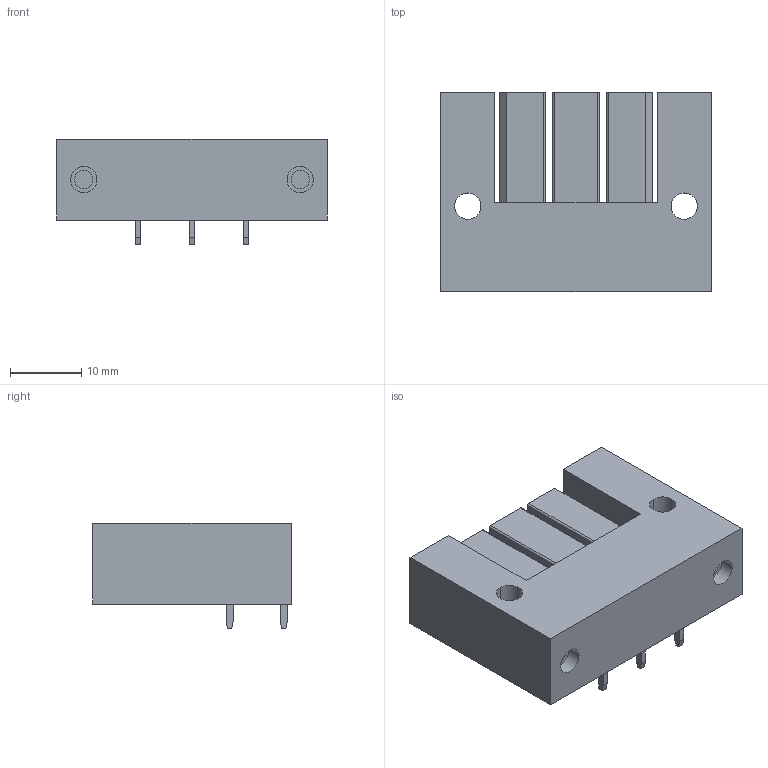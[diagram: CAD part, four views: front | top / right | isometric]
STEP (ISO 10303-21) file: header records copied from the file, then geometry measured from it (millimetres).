
FILE_DESCRIPTION(('CATIA V5 STEP','CAx-IF Rec.Pracs.--- Model Styling and Organization---1.2---2011-12-15'),'2;1');
FILE_NAME ('D1459303_0_1929420000_1929420000.stp','2018-09-06T05:33:29+00:00',('none'),('Weidmueller'),'CATIA Version 5-6 Release 2014','CATIA V5 STEP AP214','none');
FILE_SCHEMA(('AUTOMOTIVE_DESIGN { 1 0 10303 214 1 1 1 1 }'));
Length unit declared in the file: millimetre
Products named in the file (1): 1929420000
Bounding box: 38.1 x 28 x 14.9 mm (x, y, z)
Volume: 8335.6 mm3; surface area: 6304 mm2
Topology: 7 solids, 7 shells, 203 faces, 521 edges, 342 vertices
Faces by surface type: plane 153, cylinder 46, cone 4
Entity records: 5727 total; most frequent: ORIENTED_EDGE 1042, CARTESIAN_POINT 1016, DIRECTION 789, EDGE_CURVE 521, VECTOR 413, LINE 413, VERTEX_POINT 342, AXIS2_PLACEMENT_3D 237
